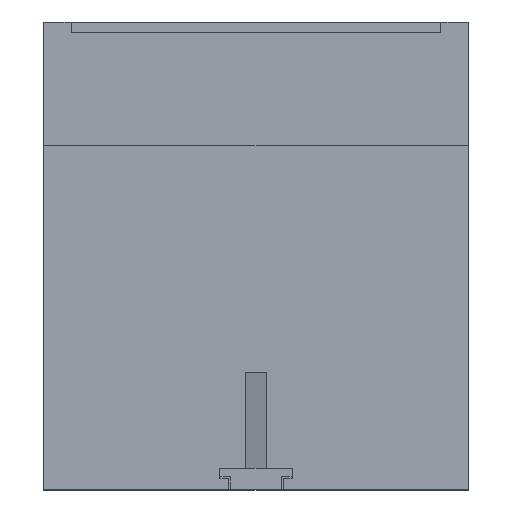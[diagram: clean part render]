
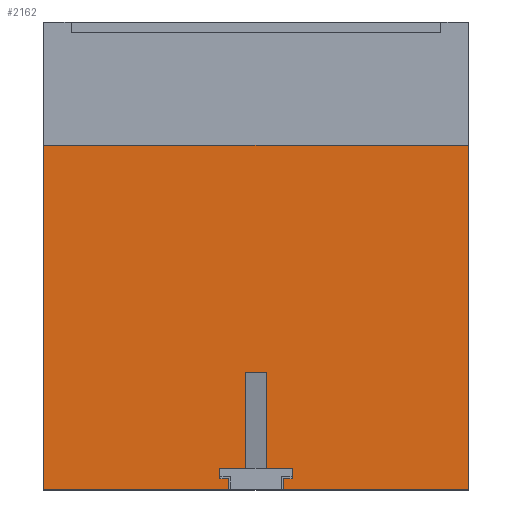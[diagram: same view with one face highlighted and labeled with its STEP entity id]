
A CAD part, top view. The second image highlights one B-rep face of the part: STEP entity #2162.
In plain terms, the highlighted planar face has unit normal (0, 0, 1).
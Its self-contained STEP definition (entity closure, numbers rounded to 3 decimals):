
#29 = PLANE ( 'NONE',  #4696 ) ;
#36 = VERTEX_POINT ( 'NONE', #3637 ) ;
#138 = EDGE_CURVE ( 'NONE', #5308, #4576, #4713, .T. ) ;
#142 = VERTEX_POINT ( 'NONE', #1740 ) ;
#152 = DIRECTION ( 'NONE',  ( 0., -1., 0. ) ) ;
#195 = CARTESIAN_POINT ( 'NONE',  ( -60.608, 0., 4.058 ) ) ;
#206 = CARTESIAN_POINT ( 'NONE',  ( -69.608, 0., 4.058 ) ) ;
#211 = ORIENTED_EDGE ( 'NONE', *, *, #6138, .F. ) ;
#340 = CARTESIAN_POINT ( 'NONE',  ( -69.608, 0., 4.058 ) ) ;
#349 = LINE ( 'NONE', #3026, #4090 ) ;
#462 = DIRECTION ( 'NONE',  ( 0., 0., -1. ) ) ;
#662 = VECTOR ( 'NONE', #1784, 1000. ) ;
#677 = FACE_OUTER_BOUND ( 'NONE', #1292, .T. ) ;
#720 = LINE ( 'NONE', #1635, #2978 ) ;
#734 = DIRECTION ( 'NONE',  ( -1., 0., 0. ) ) ;
#761 = DIRECTION ( 'NONE',  ( 1., 0., 0. ) ) ;
#821 = EDGE_CURVE ( 'NONE', #142, #6014, #1637, .T. ) ;
#985 = EDGE_CURVE ( 'NONE', #1294, #2272, #5686, .T. ) ;
#988 = DIRECTION ( 'NONE',  ( -1., 0., 0. ) ) ;
#1073 = DIRECTION ( 'NONE',  ( 1., 0., 0. ) ) ;
#1122 = ORIENTED_EDGE ( 'NONE', *, *, #5273, .T. ) ;
#1211 = DIRECTION ( 'NONE',  ( 0., 1., 0. ) ) ;
#1212 = EDGE_CURVE ( 'NONE', #1907, #36, #4258, .T. ) ;
#1238 = VECTOR ( 'NONE', #152, 1000. ) ;
#1292 = EDGE_LOOP ( 'NONE', ( #4219, #2425, #4319, #5077, #4117, #2191, #3283, #2631, #1122, #3315, #2874, #2481, #3745, #4939, #5465, #211 ) ) ;
#1294 = VERTEX_POINT ( 'NONE', #5607 ) ;
#1312 = CARTESIAN_POINT ( 'NONE',  ( -60.608, 5., 4.058 ) ) ;
#1364 = VECTOR ( 'NONE', #2485, 1000. ) ;
#1401 = VECTOR ( 'NONE', #6007, 1000. ) ;
#1461 = VECTOR ( 'NONE', #1997, 1000. ) ;
#1563 = VECTOR ( 'NONE', #1211, 1000. ) ;
#1635 = CARTESIAN_POINT ( 'NONE',  ( -113.108, 0., 4.058 ) ) ;
#1637 = LINE ( 'NONE', #2539, #5153 ) ;
#1740 = CARTESIAN_POINT ( 'NONE',  ( -113.108, 81., 4.058 ) ) ;
#1784 = DIRECTION ( 'NONE',  ( 0., 1., 0. ) ) ;
#1785 = LINE ( 'NONE', #3177, #5142 ) ;
#1836 = VECTOR ( 'NONE', #3048, 1000. ) ;
#1907 = VERTEX_POINT ( 'NONE', #2298 ) ;
#1940 = EDGE_CURVE ( 'NONE', #6217, #4575, #4860, .T. ) ;
#1973 = LINE ( 'NONE', #2131, #1238 ) ;
#1997 = DIRECTION ( 'NONE',  ( -1., 0., 0. ) ) ;
#1999 = LINE ( 'NONE', #4357, #5517 ) ;
#2131 = CARTESIAN_POINT ( 'NONE',  ( -71.608, 0., 4.058 ) ) ;
#2162 = ADVANCED_FACE ( 'NONE', ( #677 ), #29, .F. ) ;
#2191 = ORIENTED_EDGE ( 'NONE', *, *, #1940, .F. ) ;
#2272 = VERTEX_POINT ( 'NONE', #3328 ) ;
#2298 = CARTESIAN_POINT ( 'NONE',  ( -54.608, 2.5, 4.058 ) ) ;
#2425 = ORIENTED_EDGE ( 'NONE', *, *, #1212, .F. ) ;
#2468 = CARTESIAN_POINT ( 'NONE',  ( -53.608, 5., 4.058 ) ) ;
#2481 = ORIENTED_EDGE ( 'NONE', *, *, #6169, .F. ) ;
#2485 = DIRECTION ( 'NONE',  ( 0., -1., 0. ) ) ;
#2539 = CARTESIAN_POINT ( 'NONE',  ( -113.108, 110., 4.058 ) ) ;
#2588 = CARTESIAN_POINT ( 'NONE',  ( -65.608, 0., 4.058 ) ) ;
#2631 = ORIENTED_EDGE ( 'NONE', *, *, #821, .T. ) ;
#2636 = DIRECTION ( 'NONE',  ( 0., 1., 0. ) ) ;
#2820 = CARTESIAN_POINT ( 'NONE',  ( -54.608, 5., 4.058 ) ) ;
#2864 = CARTESIAN_POINT ( 'NONE',  ( -113.108, 110., 4.058 ) ) ;
#2874 = ORIENTED_EDGE ( 'NONE', *, *, #3706, .T. ) ;
#2918 = CARTESIAN_POINT ( 'NONE',  ( -113.108, 81., 4.058 ) ) ;
#2978 = VECTOR ( 'NONE', #4973, 1000. ) ;
#3023 = VERTEX_POINT ( 'NONE', #5874 ) ;
#3026 = CARTESIAN_POINT ( 'NONE',  ( -113.108, 0., 4.058 ) ) ;
#3048 = DIRECTION ( 'NONE',  ( 0., 1., 0. ) ) ;
#3052 = CARTESIAN_POINT ( 'NONE',  ( -13.108, 0., 4.058 ) ) ;
#3080 = EDGE_CURVE ( 'NONE', #1294, #4488, #3777, .T. ) ;
#3125 = CARTESIAN_POINT ( 'NONE',  ( -71.608, 2.5, 4.058 ) ) ;
#3177 = CARTESIAN_POINT ( 'NONE',  ( -65.608, 27.5, 4.058 ) ) ;
#3224 = VERTEX_POINT ( 'NONE', #3125 ) ;
#3236 = EDGE_CURVE ( 'NONE', #4488, #3023, #1785, .T. ) ;
#3283 = ORIENTED_EDGE ( 'NONE', *, *, #3427, .F. ) ;
#3315 = ORIENTED_EDGE ( 'NONE', *, *, #5601, .F. ) ;
#3328 = CARTESIAN_POINT ( 'NONE',  ( -71.608, 5., 4.058 ) ) ;
#3341 = VERTEX_POINT ( 'NONE', #1312 ) ;
#3427 = EDGE_CURVE ( 'NONE', #142, #6217, #5821, .T. ) ;
#3432 = VECTOR ( 'NONE', #734, 1000. ) ;
#3458 = CARTESIAN_POINT ( 'NONE',  ( -56.608, 0., 4.058 ) ) ;
#3494 = VECTOR ( 'NONE', #5431, 1000. ) ;
#3594 = EDGE_CURVE ( 'NONE', #4576, #1907, #1999, .T. ) ;
#3637 = CARTESIAN_POINT ( 'NONE',  ( -54.608, 5., 4.058 ) ) ;
#3706 = EDGE_CURVE ( 'NONE', #5536, #3224, #6063, .T. ) ;
#3745 = ORIENTED_EDGE ( 'NONE', *, *, #985, .F. ) ;
#3777 = LINE ( 'NONE', #2588, #1836 ) ;
#3863 = DIRECTION ( 'NONE',  ( 0., -1., 0. ) ) ;
#3993 = LINE ( 'NONE', #195, #6187 ) ;
#4057 = CARTESIAN_POINT ( 'NONE',  ( -69.608, 2.5, 4.058 ) ) ;
#4080 = LINE ( 'NONE', #2468, #1461 ) ;
#4084 = LINE ( 'NONE', #206, #1401 ) ;
#4090 = VECTOR ( 'NONE', #1073, 1000. ) ;
#4117 = ORIENTED_EDGE ( 'NONE', *, *, #5266, .T. ) ;
#4219 = ORIENTED_EDGE ( 'NONE', *, *, #4332, .F. ) ;
#4258 = LINE ( 'NONE', #2820, #662 ) ;
#4319 = ORIENTED_EDGE ( 'NONE', *, *, #3594, .F. ) ;
#4332 = EDGE_CURVE ( 'NONE', #36, #3341, #4080, .T. ) ;
#4357 = CARTESIAN_POINT ( 'NONE',  ( -56.608, 2.5, 4.058 ) ) ;
#4367 = CARTESIAN_POINT ( 'NONE',  ( -113.108, 0., 4.058 ) ) ;
#4379 = DIRECTION ( 'NONE',  ( 1., 0., 0. ) ) ;
#4463 = VECTOR ( 'NONE', #5740, 1000. ) ;
#4478 = CARTESIAN_POINT ( 'NONE',  ( -56.608, 2.5, 4.058 ) ) ;
#4488 = VERTEX_POINT ( 'NONE', #5398 ) ;
#4540 = CARTESIAN_POINT ( 'NONE',  ( -13.108, 81., 4.058 ) ) ;
#4575 = VERTEX_POINT ( 'NONE', #3052 ) ;
#4576 = VERTEX_POINT ( 'NONE', #4478 ) ;
#4696 = AXIS2_PLACEMENT_3D ( 'NONE', #2864, #462, #988 ) ;
#4713 = LINE ( 'NONE', #5488, #1563 ) ;
#4860 = LINE ( 'NONE', #5391, #1364 ) ;
#4939 = ORIENTED_EDGE ( 'NONE', *, *, #3080, .T. ) ;
#4973 = DIRECTION ( 'NONE',  ( 1., 0., 0. ) ) ;
#5077 = ORIENTED_EDGE ( 'NONE', *, *, #138, .F. ) ;
#5117 = VERTEX_POINT ( 'NONE', #340 ) ;
#5142 = VECTOR ( 'NONE', #761, 1000. ) ;
#5144 = CARTESIAN_POINT ( 'NONE',  ( -69.608, 2.5, 4.058 ) ) ;
#5153 = VECTOR ( 'NONE', #3863, 1000. ) ;
#5266 = EDGE_CURVE ( 'NONE', #5308, #4575, #349, .T. ) ;
#5273 = EDGE_CURVE ( 'NONE', #6014, #5117, #720, .T. ) ;
#5308 = VERTEX_POINT ( 'NONE', #3458 ) ;
#5391 = CARTESIAN_POINT ( 'NONE',  ( -13.108, 110., 4.058 ) ) ;
#5398 = CARTESIAN_POINT ( 'NONE',  ( -65.608, 27.5, 4.058 ) ) ;
#5431 = DIRECTION ( 'NONE',  ( -1., 0., 0. ) ) ;
#5465 = ORIENTED_EDGE ( 'NONE', *, *, #3236, .T. ) ;
#5481 = CARTESIAN_POINT ( 'NONE',  ( -53.608, 5., 4.058 ) ) ;
#5488 = CARTESIAN_POINT ( 'NONE',  ( -56.608, 0., 4.058 ) ) ;
#5517 = VECTOR ( 'NONE', #4379, 1000. ) ;
#5536 = VERTEX_POINT ( 'NONE', #5144 ) ;
#5601 = EDGE_CURVE ( 'NONE', #5536, #5117, #4084, .T. ) ;
#5607 = CARTESIAN_POINT ( 'NONE',  ( -65.608, 5., 4.058 ) ) ;
#5686 = LINE ( 'NONE', #5481, #3432 ) ;
#5740 = DIRECTION ( 'NONE',  ( 1., 0., 0. ) ) ;
#5821 = LINE ( 'NONE', #2918, #4463 ) ;
#5874 = CARTESIAN_POINT ( 'NONE',  ( -60.608, 27.5, 4.058 ) ) ;
#6007 = DIRECTION ( 'NONE',  ( 0., -1., 0. ) ) ;
#6014 = VERTEX_POINT ( 'NONE', #4367 ) ;
#6063 = LINE ( 'NONE', #4057, #3494 ) ;
#6138 = EDGE_CURVE ( 'NONE', #3341, #3023, #3993, .T. ) ;
#6169 = EDGE_CURVE ( 'NONE', #2272, #3224, #1973, .T. ) ;
#6187 = VECTOR ( 'NONE', #2636, 1000. ) ;
#6217 = VERTEX_POINT ( 'NONE', #4540 ) ;
